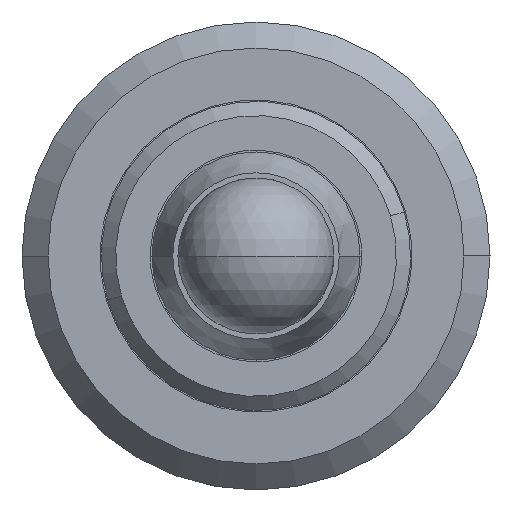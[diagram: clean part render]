
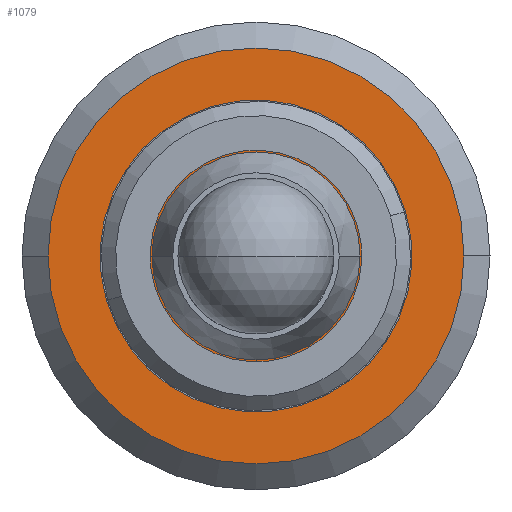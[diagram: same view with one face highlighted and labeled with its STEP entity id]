
A CAD part, front view. The second image highlights one B-rep face of the part: STEP entity #1079.
In plain terms, the highlighted planar face has unit normal (0, -1, 0).
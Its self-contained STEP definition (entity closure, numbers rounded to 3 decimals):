
#16 = CARTESIAN_POINT ( 'NONE',  ( 0., 20.6, 0. ) ) ;
#34 = CARTESIAN_POINT ( 'NONE',  ( 4., 20.6, 0. ) ) ;
#54 = CARTESIAN_POINT ( 'NONE',  ( -4., 20.6, 0. ) ) ;
#73 = AXIS2_PLACEMENT_3D ( 'NONE', #16, #400, #934 ) ;
#108 = ORIENTED_EDGE ( 'NONE', *, *, #194, .T. ) ;
#130 = DIRECTION ( 'NONE',  ( 1., 0., 0. ) ) ;
#155 = DIRECTION ( 'NONE',  ( 0., -1., 0. ) ) ;
#174 = DIRECTION ( 'NONE',  ( 1., 0., 0. ) ) ;
#194 = EDGE_CURVE ( 'NONE', #981, #628, #696, .T. ) ;
#203 = DIRECTION ( 'NONE',  ( 0., -1., 0. ) ) ;
#212 = AXIS2_PLACEMENT_3D ( 'NONE', #912, #908, #548 ) ;
#224 = FACE_OUTER_BOUND ( 'NONE', #941, .T. ) ;
#279 = VERTEX_POINT ( 'NONE', #34 ) ;
#300 = AXIS2_PLACEMENT_3D ( 'NONE', #647, #155, #130 ) ;
#313 = DIRECTION ( 'NONE',  ( 0., 1., 0. ) ) ;
#319 = PLANE ( 'NONE',  #300 ) ;
#364 = ORIENTED_EDGE ( 'NONE', *, *, #699, .T. ) ;
#370 = CIRCLE ( 'NONE', #821, 2. ) ;
#400 = DIRECTION ( 'NONE',  ( 0., 1., 0. ) ) ;
#519 = EDGE_CURVE ( 'NONE', #279, #1070, #749, .T. ) ;
#548 = DIRECTION ( 'NONE',  ( 1., 0., 0. ) ) ;
#600 = CARTESIAN_POINT ( 'NONE',  ( 2., 20.6, 0. ) ) ;
#610 = CARTESIAN_POINT ( 'NONE',  ( -2., 20.6, 0. ) ) ;
#628 = VERTEX_POINT ( 'NONE', #600 ) ;
#647 = CARTESIAN_POINT ( 'NONE',  ( -4.5, 20.6, 0. ) ) ;
#656 = FACE_BOUND ( 'NONE', #866, .T. ) ;
#696 = CIRCLE ( 'NONE', #73, 2. ) ;
#699 = EDGE_CURVE ( 'NONE', #628, #981, #370, .T. ) ;
#749 = CIRCLE ( 'NONE', #212, 4. ) ;
#759 = EDGE_CURVE ( 'NONE', #1070, #279, #1164, .T. ) ;
#774 = ORIENTED_EDGE ( 'NONE', *, *, #519, .T. ) ;
#821 = AXIS2_PLACEMENT_3D ( 'NONE', #943, #313, #851 ) ;
#851 = DIRECTION ( 'NONE',  ( -1., 0., 0. ) ) ;
#866 = EDGE_LOOP ( 'NONE', ( #108, #364 ) ) ;
#908 = DIRECTION ( 'NONE',  ( 0., -1., 0. ) ) ;
#912 = CARTESIAN_POINT ( 'NONE',  ( 0., 20.6, 0. ) ) ;
#934 = DIRECTION ( 'NONE',  ( -1., 0., 0. ) ) ;
#941 = EDGE_LOOP ( 'NONE', ( #1085, #774 ) ) ;
#943 = CARTESIAN_POINT ( 'NONE',  ( 0., 20.6, 0. ) ) ;
#953 = AXIS2_PLACEMENT_3D ( 'NONE', #1043, #203, #174 ) ;
#981 = VERTEX_POINT ( 'NONE', #610 ) ;
#1043 = CARTESIAN_POINT ( 'NONE',  ( 0., 20.6, 0. ) ) ;
#1070 = VERTEX_POINT ( 'NONE', #54 ) ;
#1079 = ADVANCED_FACE ( 'NONE', ( #224, #656 ), #319, .T. ) ;
#1085 = ORIENTED_EDGE ( 'NONE', *, *, #759, .T. ) ;
#1164 = CIRCLE ( 'NONE', #953, 4. ) ;
